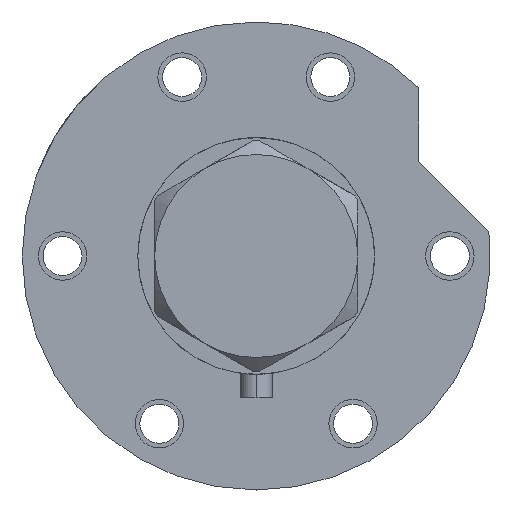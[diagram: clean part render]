
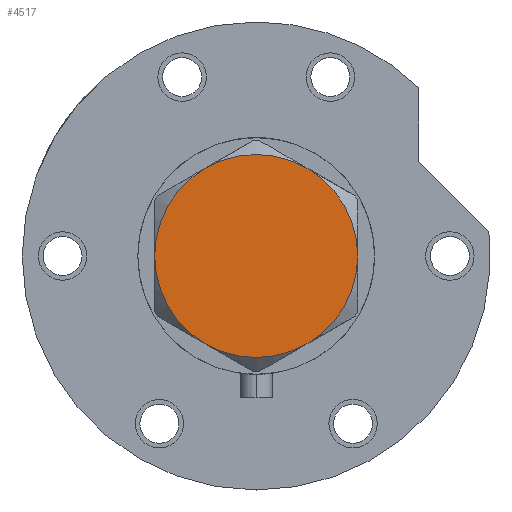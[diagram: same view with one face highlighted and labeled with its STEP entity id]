
A CAD part, left-side view. The second image highlights one B-rep face of the part: STEP entity #4517.
In plain terms, the highlighted face is planar.
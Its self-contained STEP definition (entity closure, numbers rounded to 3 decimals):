
#320 = ORIENTED_EDGE ( 'NONE', *, *, #2981, .T. ) ;
#439 = VERTEX_POINT ( 'NONE', #5000 ) ;
#453 = DIRECTION ( 'NONE',  ( 1., 0., 0. ) ) ;
#508 = CIRCLE ( 'NONE', #5833, 37.75 ) ;
#584 = EDGE_LOOP ( 'NONE', ( #4606, #1028, #4509, #5367, #320, #792 ) ) ;
#748 = VERTEX_POINT ( 'NONE', #2775 ) ;
#776 = VERTEX_POINT ( 'NONE', #3620 ) ;
#792 = ORIENTED_EDGE ( 'NONE', *, *, #3016, .T. ) ;
#922 = CIRCLE ( 'NONE', #3097, 37.75 ) ;
#1028 = ORIENTED_EDGE ( 'NONE', *, *, #3878, .T. ) ;
#1072 = AXIS2_PLACEMENT_3D ( 'NONE', #1894, #2410, #2436 ) ;
#1180 = CARTESIAN_POINT ( 'NONE',  ( 0., 0., 13. ) ) ;
#1222 = CARTESIAN_POINT ( 'NONE',  ( 0., 0., 13. ) ) ;
#1278 = EDGE_CURVE ( 'NONE', #439, #776, #1768, .T. ) ;
#1284 = CIRCLE ( 'NONE', #4747, 37.75 ) ;
#1768 = CIRCLE ( 'NONE', #1072, 37.75 ) ;
#1841 = EDGE_CURVE ( 'NONE', #4201, #5203, #1284, .T. ) ;
#1849 = DIRECTION ( 'NONE',  ( 0., 0., 1. ) ) ;
#1894 = CARTESIAN_POINT ( 'NONE',  ( 0., 0., 13. ) ) ;
#2230 = CARTESIAN_POINT ( 'NONE',  ( 0., 0., 13. ) ) ;
#2247 = DIRECTION ( 'NONE',  ( 1., 0., 0. ) ) ;
#2322 = CARTESIAN_POINT ( 'NONE',  ( -18.875, -32.692, 13. ) ) ;
#2393 = CIRCLE ( 'NONE', #5853, 37.75 ) ;
#2410 = DIRECTION ( 'NONE',  ( 0., 0., 1. ) ) ;
#2436 = DIRECTION ( 'NONE',  ( 1., 0., 0. ) ) ;
#2513 = CARTESIAN_POINT ( 'NONE',  ( 0., 0., 13. ) ) ;
#2540 = CARTESIAN_POINT ( 'NONE',  ( 0., 0., 13. ) ) ;
#2541 = DIRECTION ( 'NONE',  ( 0., 0., 1. ) ) ;
#2775 = CARTESIAN_POINT ( 'NONE',  ( 18.875, 32.692, 13. ) ) ;
#2981 = EDGE_CURVE ( 'NONE', #5203, #6082, #922, .T. ) ;
#3016 = EDGE_CURVE ( 'NONE', #6082, #439, #2393, .T. ) ;
#3058 = DIRECTION ( 'NONE',  ( 0., 0., 1. ) ) ;
#3092 = DIRECTION ( 'NONE',  ( 0., 0., 1. ) ) ;
#3097 = AXIS2_PLACEMENT_3D ( 'NONE', #5127, #1849, #3750 ) ;
#3320 = EDGE_CURVE ( 'NONE', #748, #4201, #3828, .T. ) ;
#3620 = CARTESIAN_POINT ( 'NONE',  ( 37.75, 0., 13. ) ) ;
#3745 = DIRECTION ( 'NONE',  ( 0., 0., 1. ) ) ;
#3750 = DIRECTION ( 'NONE',  ( 1., 0., 0. ) ) ;
#3828 = CIRCLE ( 'NONE', #5436, 37.75 ) ;
#3878 = EDGE_CURVE ( 'NONE', #776, #748, #508, .T. ) ;
#4102 = PLANE ( 'NONE',  #5467 ) ;
#4201 = VERTEX_POINT ( 'NONE', #4607 ) ;
#4509 = ORIENTED_EDGE ( 'NONE', *, *, #3320, .T. ) ;
#4517 = ADVANCED_FACE ( 'NONE', ( #5149 ), #4102, .T. ) ;
#4573 = DIRECTION ( 'NONE',  ( 0., 0., 1. ) ) ;
#4606 = ORIENTED_EDGE ( 'NONE', *, *, #1278, .T. ) ;
#4607 = CARTESIAN_POINT ( 'NONE',  ( -18.875, 32.692, 13. ) ) ;
#4747 = AXIS2_PLACEMENT_3D ( 'NONE', #1180, #3092, #4988 ) ;
#4952 = DIRECTION ( 'NONE',  ( 1., 0., 0. ) ) ;
#4988 = DIRECTION ( 'NONE',  ( 1., 0., 0. ) ) ;
#5000 = CARTESIAN_POINT ( 'NONE',  ( 18.875, -32.692, 13. ) ) ;
#5127 = CARTESIAN_POINT ( 'NONE',  ( 0., 0., 13. ) ) ;
#5149 = FACE_OUTER_BOUND ( 'NONE', #584, .T. ) ;
#5203 = VERTEX_POINT ( 'NONE', #5663 ) ;
#5367 = ORIENTED_EDGE ( 'NONE', *, *, #1841, .T. ) ;
#5436 = AXIS2_PLACEMENT_3D ( 'NONE', #2540, #4573, #5987 ) ;
#5467 = AXIS2_PLACEMENT_3D ( 'NONE', #2230, #3745, #453 ) ;
#5663 = CARTESIAN_POINT ( 'NONE',  ( -37.75, 0., 13. ) ) ;
#5833 = AXIS2_PLACEMENT_3D ( 'NONE', #1222, #3058, #4952 ) ;
#5853 = AXIS2_PLACEMENT_3D ( 'NONE', #2513, #2541, #2247 ) ;
#5987 = DIRECTION ( 'NONE',  ( 1., 0., 0. ) ) ;
#6082 = VERTEX_POINT ( 'NONE', #2322 ) ;
